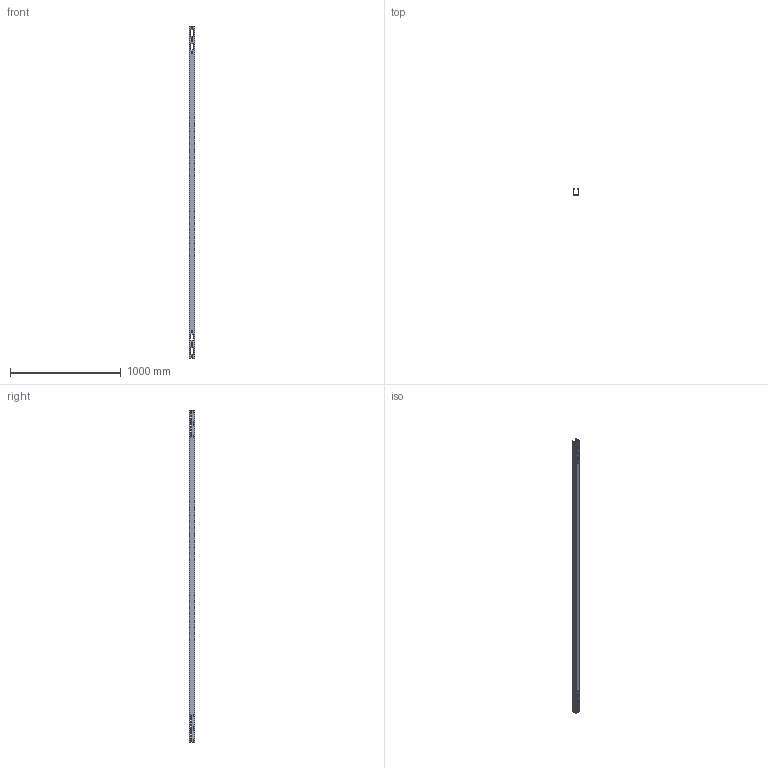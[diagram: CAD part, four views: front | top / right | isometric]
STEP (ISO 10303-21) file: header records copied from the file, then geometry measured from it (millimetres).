
FILE_DESCRIPTION((''),'2;1');
FILE_NAME('6076149','2012-05-29T',('AndreasKeweloh'),(''),'PRO/ENGINEER BY PARAMETRIC TECHNOLOGY CORPORATION, 2012060','PRO/ENGINEER BY PARAMETRIC TECHNOLOGY CORPORATION, 2012060','');
FILE_SCHEMA(('CONFIG_CONTROL_DESIGN'));
Length unit declared in the file: millimetre
Products named in the file (1): 6076149
Bounding box: 50 x 50 x 3000 mm (x, y, z)
Volume: 700624.8 mm3; surface area: 948380.9 mm2
Topology: 1 solids, 1 shells, 246 faces, 732 edges, 488 vertices
Faces by surface type: plane 126, cylinder 120
Entity records: 8562 total; most frequent: CARTESIAN_POINT 1466, DIRECTION 1464, ORIENTED_EDGE 1464, EDGE_CURVE 732, VECTOR 492, LINE 492, VERTEX_POINT 488, AXIS2_PLACEMENT_3D 486
